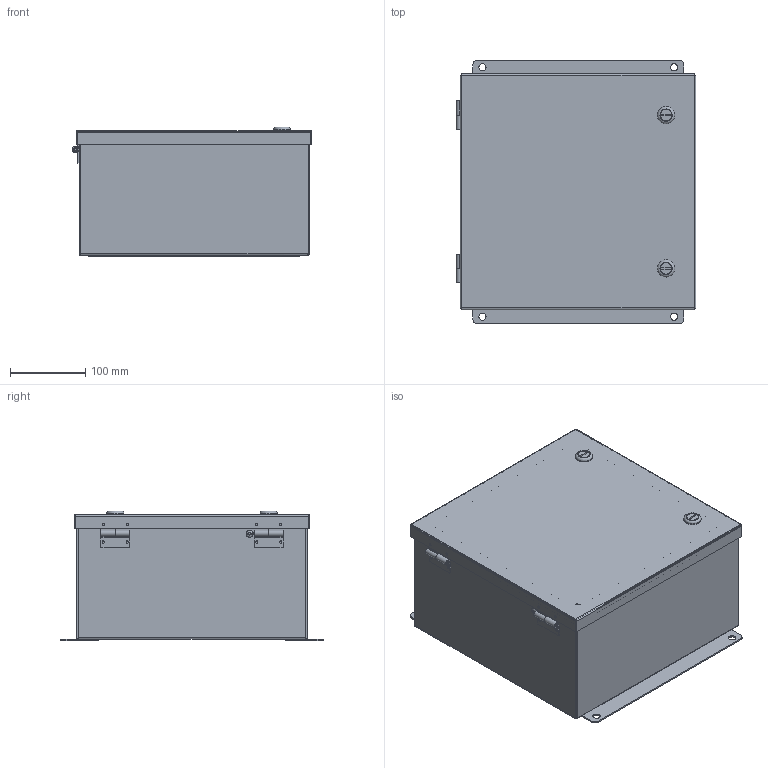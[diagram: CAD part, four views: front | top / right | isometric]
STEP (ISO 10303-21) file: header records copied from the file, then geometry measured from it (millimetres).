
FILE_DESCRIPTION( ( 'Unknown' ), '1' );
FILE_NAME( 'S121206SS.stp', 'Unknown', ( 'Unknown' ), ( 'Unknown' ), 'PSStep 16.0.42', 'Unknown', ' ' );
FILE_SCHEMA( ( 'AUTOMOTIVE_DESIGN { 1 0 10303 214 1 1 1 1 }' ) );
Length unit declared in the file: millimetre
Products named in the file (27): LOCK AVEC TOURNEVIS TYPE 4-12 SANS CAME-oa8; HOSING-oa0; INSERT POUR TOURNEVIS-oa1; NOIX DE FIXATION-oa2; Oring-oa3; Oring-oa4; SEAL BLANC-oa5; STOPPER DESSOUS-oa6; VIS DE RETENUE DE LA CAME-oa7; A16RS; CAME RS; SR1212SS_16GA_COUVERCLE; Penture S Inox - Matritech - GAUCHE_porte; SR1212SS-C_16GA; SR1212_GASKET; 10-32 x 0.500 SS_CD 201-008-771; SR121206SS-MONO_16GA_BOITIER; 0.250-20 x 0.500.SS_CKL 118-504-201; Penture S Inox - Matritech - GAUCHE_boitier; SRXX12P_14GA; SR121206SS-B-MONO_16GA; Assem1; FW_0.2500; HN_0.2500; SEAL ROUGE; 10-32 x 0.312-FENTE-carré; ASP1212_14GA
Assembly tree (39 placements, depth 5):
  Assem1
    FW_0.2500  x4
    HN_0.2500  x4
    SEAL ROUGE
    10-32 x 0.312-FENTE-carré
    ASP1212_14GA
    SR121206SS-MONO_16GA_BOITIER
      0.250-20 x 0.500.SS_CKL 118-504-201  x4
      Penture S Inox - Matritech - GAUCHE_boitier  x2
      SRXX12P_14GA  x2
      SR121206SS-B-MONO_16GA
    SR1212SS_16GA_COUVERCLE
      Penture S Inox - Matritech - GAUCHE_porte  x2
      SR1212SS-C_16GA
      SR1212_GASKET
      10-32 x 0.500 SS_CD 201-008-771
      A16RS  x2
        CAME RS
        LOCK AVEC TOURNEVIS TYPE 4-12 SANS CAME-oa8
          HOSING-oa0
          INSERT POUR TOURNEVIS-oa1
          NOIX DE FIXATION-oa2
          Oring-oa3
          Oring-oa4
          SEAL BLANC-oa5
          STOPPER DESSOUS-oa6
          VIS DE RETENUE DE LA CAME-oa7
Bounding box: 317.56 x 349.25 x 171.83 mm (x, y, z)
Volume: 997694.6 mm3; surface area: 1137358.1 mm2
Topology: 43 solids, 43 shells, 1950 faces, 4685 edges, 2997 vertices
Faces by surface type: plane 1134, cylinder 334, bspline 220, extrusion 140, cone 60, torus 54, sphere 8
Full cylindrical faces by diameter (mm): 0.346 x2, 0.508 x1, 0.794 x4, 3.023 x5, 3.162 x8, 3.175 x13, 3.302 x8, 4.293 x3, 4.775 x2, 4.801 x1, 4.826 x2, 5.563 x4, 5.588 x4, 5.715 x4, 5.994 x4, 6.096 x4, 6.35 x8, 6.502 x1, 6.985 x2, 7.137 x4, 9.525 x6, 9.881 x2, 10.084 x2, 11.1 x4, 11.176 x2, 11.862 x2, 12.192 x2, 12.827 x2, 15.748 x2, 15.799 x2
Entity records: 85458 total; most frequent: CARTESIAN_POINT 45126, ORIENTED_EDGE 6264, DIRECTION 4801, EDGE_CURVE 3132, VERTEX_POINT 2089, EDGE_LOOP 1733, AXIS2_PLACEMENT_3D 1627, VECTOR 1547
